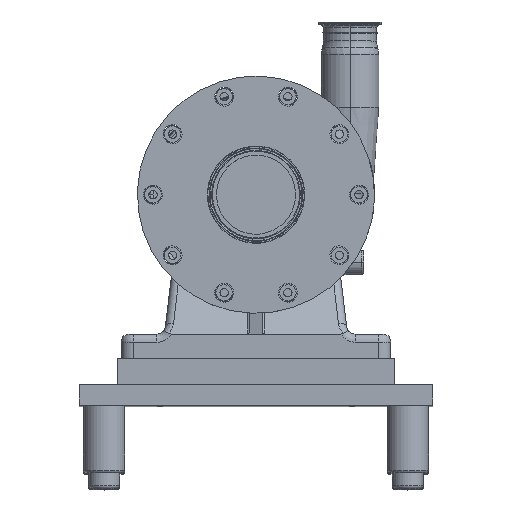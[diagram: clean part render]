
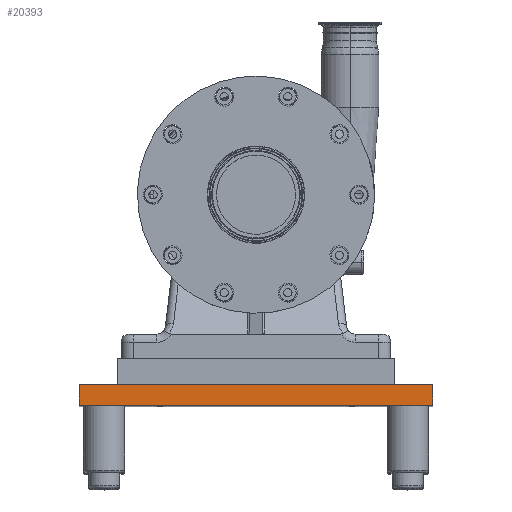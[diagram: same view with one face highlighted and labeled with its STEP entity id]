
A CAD part, top view. The second image highlights one B-rep face of the part: STEP entity #20393.
In plain terms, the highlighted planar face has unit normal (0, 0, 1).
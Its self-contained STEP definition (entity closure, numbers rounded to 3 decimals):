
#20 = CARTESIAN_POINT ( 'NONE',  ( 215.9, 0., 584.2 ) ) ;
#241 = AXIS2_PLACEMENT_3D ( 'NONE', #14005, #24786, #22544 ) ;
#675 = EDGE_CURVE ( 'NONE', #23068, #7873, #4074, .T. ) ;
#1818 = DIRECTION ( 'NONE',  ( 1., 0., 0. ) ) ;
#4074 = LINE ( 'NONE', #8000, #5829 ) ;
#4609 = DIRECTION ( 'NONE',  ( 0., -1., 0. ) ) ;
#5829 = VECTOR ( 'NONE', #6312, 1000. ) ;
#6312 = DIRECTION ( 'NONE',  ( 0., -1., 0. ) ) ;
#7657 = VECTOR ( 'NONE', #1818, 1000. ) ;
#7873 = VERTEX_POINT ( 'NONE', #24249 ) ;
#8000 = CARTESIAN_POINT ( 'NONE',  ( 215.9, 25.4, 584.2 ) ) ;
#8716 = VECTOR ( 'NONE', #4609, 1000. ) ;
#9018 = CARTESIAN_POINT ( 'NONE',  ( 215.9, 25.4, 584.2 ) ) ;
#9416 = EDGE_CURVE ( 'NONE', #13729, #18794, #12996, .T. ) ;
#10400 = LINE ( 'NONE', #20, #17859 ) ;
#11119 = EDGE_LOOP ( 'NONE', ( #24045, #11382, #16449, #24383 ) ) ;
#11360 = CARTESIAN_POINT ( 'NONE',  ( -215.9, 25.4, 584.2 ) ) ;
#11382 = ORIENTED_EDGE ( 'NONE', *, *, #675, .F. ) ;
#12996 = LINE ( 'NONE', #25603, #8716 ) ;
#13729 = VERTEX_POINT ( 'NONE', #11360 ) ;
#13861 = EDGE_CURVE ( 'NONE', #13729, #23068, #22548, .T. ) ;
#14005 = CARTESIAN_POINT ( 'NONE',  ( 215.9, 25.4, 584.2 ) ) ;
#14418 = CARTESIAN_POINT ( 'NONE',  ( 215.9, 25.4, 584.2 ) ) ;
#16449 = ORIENTED_EDGE ( 'NONE', *, *, #13861, .F. ) ;
#17098 = DIRECTION ( 'NONE',  ( 1., 0., 0. ) ) ;
#17859 = VECTOR ( 'NONE', #17098, 1000. ) ;
#18613 = PLANE ( 'NONE',  #241 ) ;
#18794 = VERTEX_POINT ( 'NONE', #20207 ) ;
#20080 = EDGE_CURVE ( 'NONE', #18794, #7873, #10400, .T. ) ;
#20207 = CARTESIAN_POINT ( 'NONE',  ( -215.9, 0., 584.2 ) ) ;
#20393 = ADVANCED_FACE ( 'NONE', ( #27274 ), #18613, .F. ) ;
#22544 = DIRECTION ( 'NONE',  ( -1., 0., 0. ) ) ;
#22548 = LINE ( 'NONE', #14418, #7657 ) ;
#23068 = VERTEX_POINT ( 'NONE', #9018 ) ;
#24045 = ORIENTED_EDGE ( 'NONE', *, *, #20080, .T. ) ;
#24249 = CARTESIAN_POINT ( 'NONE',  ( 215.9, 0., 584.2 ) ) ;
#24383 = ORIENTED_EDGE ( 'NONE', *, *, #9416, .T. ) ;
#24786 = DIRECTION ( 'NONE',  ( 0., 0., -1. ) ) ;
#25603 = CARTESIAN_POINT ( 'NONE',  ( -215.9, 25.4, 584.2 ) ) ;
#27274 = FACE_OUTER_BOUND ( 'NONE', #11119, .T. ) ;
